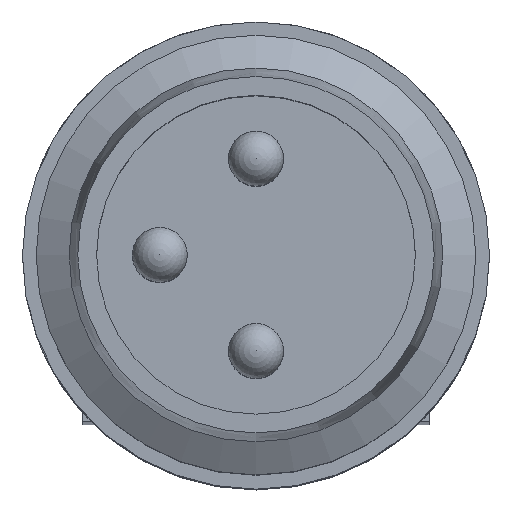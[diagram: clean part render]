
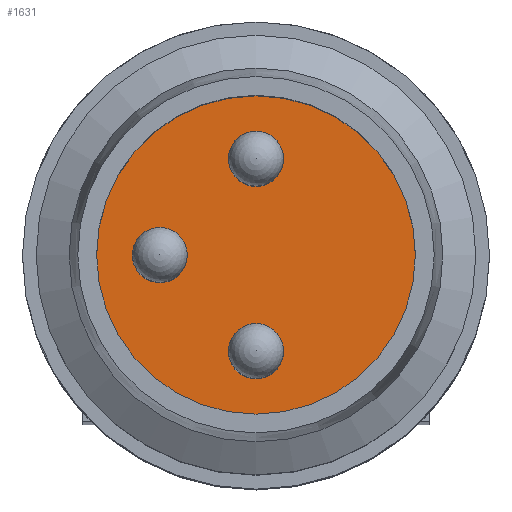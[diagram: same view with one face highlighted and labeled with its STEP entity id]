
A CAD part, top view. The second image highlights one B-rep face of the part: STEP entity #1631.
In plain terms, the highlighted face is planar.
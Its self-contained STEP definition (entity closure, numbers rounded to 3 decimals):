
#308=PLANE('',#1855);
#334=FACE_BOUND('',#567,.T.);
#335=FACE_BOUND('',#568,.T.);
#336=FACE_BOUND('',#569,.T.);
#443=FACE_OUTER_BOUND('',#566,.T.);
#566=EDGE_LOOP('',(#1423));
#567=EDGE_LOOP('',(#1424));
#568=EDGE_LOOP('',(#1425));
#569=EDGE_LOOP('',(#1426));
#664=CIRCLE('',#1846,0.5);
#666=CIRCLE('',#1850,0.5);
#668=CIRCLE('',#1854,0.5);
#669=CIRCLE('',#1856,2.9);
#827=VERTEX_POINT('',#3201);
#829=VERTEX_POINT('',#3207);
#831=VERTEX_POINT('',#3213);
#832=VERTEX_POINT('',#3216);
#1042=EDGE_CURVE('',#827,#827,#664,.T.);
#1044=EDGE_CURVE('',#829,#829,#666,.T.);
#1046=EDGE_CURVE('',#831,#831,#668,.T.);
#1047=EDGE_CURVE('',#832,#832,#669,.T.);
#1423=ORIENTED_EDGE('',*,*,#1047,.F.);
#1424=ORIENTED_EDGE('',*,*,#1044,.T.);
#1425=ORIENTED_EDGE('',*,*,#1046,.T.);
#1426=ORIENTED_EDGE('',*,*,#1042,.T.);
#1631=ADVANCED_FACE('',(#443,#334,#335,#336),#308,.T.);
#1846=AXIS2_PLACEMENT_3D('',#3202,#2264,#2265);
#1850=AXIS2_PLACEMENT_3D('',#3208,#2272,#2273);
#1854=AXIS2_PLACEMENT_3D('',#3214,#2280,#2281);
#1855=AXIS2_PLACEMENT_3D('',#3215,#2282,#2283);
#1856=AXIS2_PLACEMENT_3D('',#3217,#2284,#2285);
#2264=DIRECTION('center_axis',(0.,0.,1.));
#2265=DIRECTION('ref_axis',(1.,0.,0.));
#2272=DIRECTION('center_axis',(0.,0.,1.));
#2273=DIRECTION('ref_axis',(1.,0.,0.));
#2280=DIRECTION('center_axis',(0.,0.,1.));
#2281=DIRECTION('ref_axis',(1.,0.,0.));
#2282=DIRECTION('center_axis',(0.,0.,-1.));
#2283=DIRECTION('ref_axis',(-1.,0.,0.));
#2284=DIRECTION('center_axis',(0.,0.,1.));
#2285=DIRECTION('ref_axis',(0.,-1.,0.));
#3201=CARTESIAN_POINT('',(-0.5,-1.75,-32.4));
#3202=CARTESIAN_POINT('Origin',(0.,-1.75,-32.4));
#3207=CARTESIAN_POINT('',(-2.25,0.,-32.4));
#3208=CARTESIAN_POINT('Origin',(-1.75,0.,-32.4));
#3213=CARTESIAN_POINT('',(-0.5,1.75,-32.4));
#3214=CARTESIAN_POINT('Origin',(0.,1.75,-32.4));
#3215=CARTESIAN_POINT('Origin',(0.,-1.45,-32.4));
#3216=CARTESIAN_POINT('',(0.,-2.9,-32.4));
#3217=CARTESIAN_POINT('Origin',(0.,0.,-32.4));
